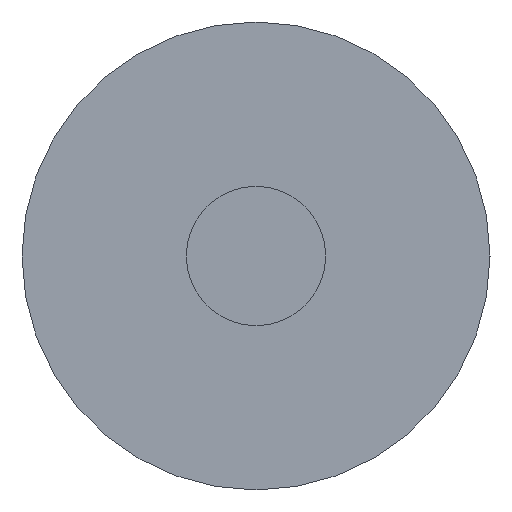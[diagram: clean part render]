
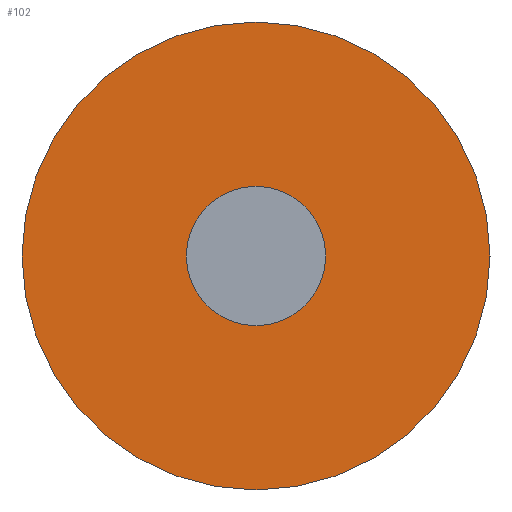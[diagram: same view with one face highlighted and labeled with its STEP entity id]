
A CAD part, front view. The second image highlights one B-rep face of the part: STEP entity #102.
In plain terms, the highlighted planar face has unit normal (0, -1, 0).
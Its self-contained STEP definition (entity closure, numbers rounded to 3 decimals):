
#18=PLANE('',#119);
#24=FACE_BOUND('',#47,.T.);
#33=FACE_OUTER_BOUND('',#46,.T.);
#46=EDGE_LOOP('',(#86));
#47=EDGE_LOOP('',(#87));
#57=CIRCLE('',#116,2.381);
#58=CIRCLE('',#120,8.001);
#65=VERTEX_POINT('',#175);
#66=VERTEX_POINT('',#180);
#73=EDGE_CURVE('',#65,#65,#57,.T.);
#74=EDGE_CURVE('',#66,#66,#58,.T.);
#86=ORIENTED_EDGE('',*,*,#74,.T.);
#87=ORIENTED_EDGE('',*,*,#73,.T.);
#102=ADVANCED_FACE('',(#33,#24),#18,.T.);
#116=AXIS2_PLACEMENT_3D('',#176,#144,#145);
#119=AXIS2_PLACEMENT_3D('',#179,#150,#151);
#120=AXIS2_PLACEMENT_3D('',#181,#152,#153);
#144=DIRECTION('center_axis',(0.,1.,0.));
#145=DIRECTION('ref_axis',(-1.,0.,0.));
#150=DIRECTION('center_axis',(0.,-1.,0.));
#151=DIRECTION('ref_axis',(-1.,0.,0.));
#152=DIRECTION('center_axis',(0.,-1.,0.));
#153=DIRECTION('ref_axis',(-1.,0.,0.));
#175=CARTESIAN_POINT('',(1.865,-33.008,-1.285));
#176=CARTESIAN_POINT('Origin',(-0.516,-33.008,-1.285));
#179=CARTESIAN_POINT('Origin',(-0.516,-33.008,-1.285));
#180=CARTESIAN_POINT('',(7.485,-33.008,-1.285));
#181=CARTESIAN_POINT('Origin',(-0.516,-33.008,-1.285));
